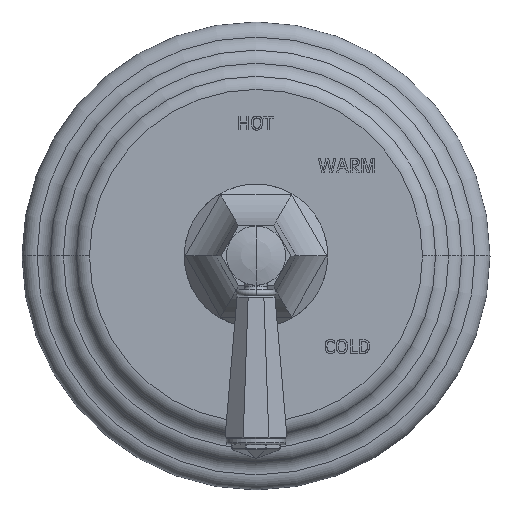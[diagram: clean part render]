
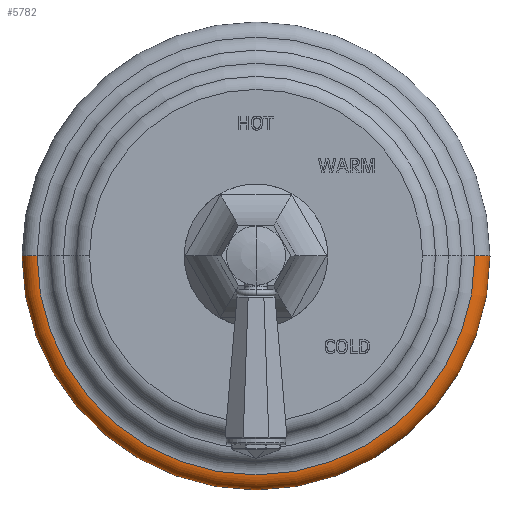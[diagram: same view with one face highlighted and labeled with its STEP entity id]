
A CAD part, top view. The second image highlights one B-rep face of the part: STEP entity #5782.
In plain terms, the highlighted toroidal (fillet/blend) face has major radius 92.075 mm and minor radius 6.35 mm.
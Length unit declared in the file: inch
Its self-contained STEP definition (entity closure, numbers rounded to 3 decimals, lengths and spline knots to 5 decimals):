
#2=CARTESIAN_POINT('',(0.,0.,0.));
#3=DIRECTION('',(0.,0.,-1.));
#4=DIRECTION('',(1.,0.,0.));
#5=AXIS2_PLACEMENT_3D('',#2,#3,#4);
#12=CARTESIAN_POINT('',(3.625,0.,0.));
#13=DIRECTION('',(0.,-1.,0.));
#14=DIRECTION('',(1.,0.,0.));
#15=AXIS2_PLACEMENT_3D('',#12,#13,#14);
#17=CARTESIAN_POINT('',(-3.625,0.,0.));
#18=DIRECTION('',(0.,1.,0.));
#19=DIRECTION('',(-1.,0.,0.));
#20=AXIS2_PLACEMENT_3D('',#17,#18,#19);
#37=CARTESIAN_POINT('',(0.,0.,0.25));
#38=DIRECTION('',(0.,0.,-1.));
#39=DIRECTION('',(1.,0.,0.));
#40=AXIS2_PLACEMENT_3D('',#37,#38,#39);
#4857=CARTESIAN_POINT('',(3.625,0.,0.25));
#4859=VERTEX_POINT('',#4857);
#4867=CARTESIAN_POINT('',(-3.625,0.,0.25));
#4869=VERTEX_POINT('',#4867);
#5441=CARTESIAN_POINT('',(3.875,0.,0.));
#5442=CARTESIAN_POINT('',(-3.875,0.,0.));
#5443=VERTEX_POINT('',#5441);
#5444=VERTEX_POINT('',#5442);
#5767=CARTESIAN_POINT('',(0.,0.,0.));
#5768=DIRECTION('',(0.,0.,-1.));
#5769=DIRECTION('',(-1.,0.,0.));
#5770=AXIS2_PLACEMENT_3D('',#5767,#5768,#5769);
#5771=TOROIDAL_SURFACE('',#5770,3.625,0.25);
#5773=ORIENTED_EDGE('',*,*,#5772,.T.);
#5775=ORIENTED_EDGE('',*,*,#5774,.T.);
#5777=ORIENTED_EDGE('',*,*,#5776,.F.);
#5779=ORIENTED_EDGE('',*,*,#5778,.F.);
#5780=EDGE_LOOP('',(#5773,#5775,#5777,#5779));
#5781=FACE_OUTER_BOUND('',#5780,.F.);
#5782=ADVANCED_FACE('',(#5781),#5771,.T.);
#6=CIRCLE('',#5,3.875);
#16=CIRCLE('',#15,0.25);
#21=CIRCLE('',#20,0.25);
#41=CIRCLE('',#40,3.625);
#5772=EDGE_CURVE('',#5443,#5444,#6,.T.);
#5774=EDGE_CURVE('',#5444,#4869,#21,.T.);
#5776=EDGE_CURVE('',#4859,#4869,#41,.T.);
#5778=EDGE_CURVE('',#5443,#4859,#16,.T.);
